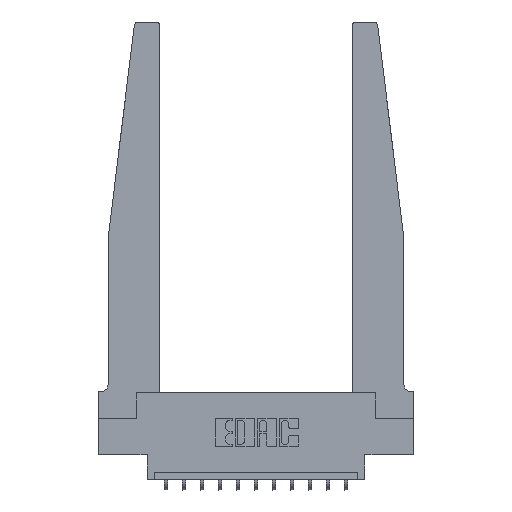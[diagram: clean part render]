
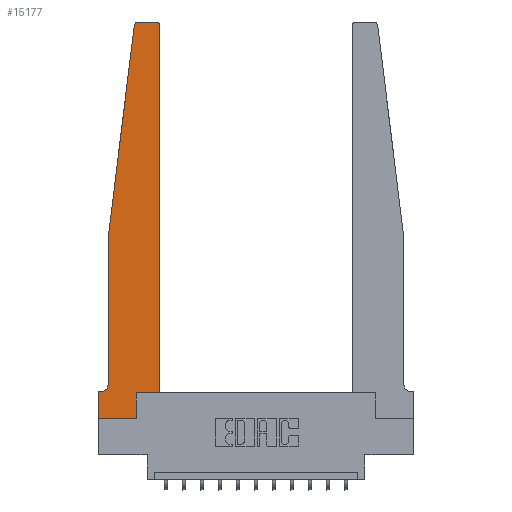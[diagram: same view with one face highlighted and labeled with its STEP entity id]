
A CAD part, top view. The second image highlights one B-rep face of the part: STEP entity #15177.
In plain terms, the highlighted planar face has unit normal (0, 0, 1).
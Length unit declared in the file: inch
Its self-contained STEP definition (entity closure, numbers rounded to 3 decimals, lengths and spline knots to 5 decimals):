
#132 = DIRECTION ( 'NONE',  ( 1., 0., 0. ) ) ;
#133 = EDGE_CURVE ( 'NONE', #14205, #12107, #8885, .T. ) ;
#354 = EDGE_CURVE ( 'NONE', #13203, #7529, #3293, .T. ) ;
#358 = LINE ( 'NONE', #15987, #742 ) ;
#490 = VECTOR ( 'NONE', #10799, 39.37008 ) ;
#742 = VECTOR ( 'NONE', #7399, 39.37008 ) ;
#850 = FACE_OUTER_BOUND ( 'NONE', #1258, .T. ) ;
#861 = AXIS2_PLACEMENT_3D ( 'NONE', #10165, #2819, #11429 ) ;
#948 = CARTESIAN_POINT ( 'NONE',  ( 0.065, 1.25, 0.37 ) ) ;
#955 = EDGE_CURVE ( 'NONE', #14966, #5990, #5407, .T. ) ;
#989 = DIRECTION ( 'NONE',  ( 0., 1., 0. ) ) ;
#1258 = EDGE_LOOP ( 'NONE', ( #3702, #14413, #4174, #3381, #6769, #10166, #9620, #4696, #5083, #13885, #12525, #3205 ) ) ;
#1464 = CARTESIAN_POINT ( 'NONE',  ( 0.27653, 2.72, 0.37 ) ) ;
#1684 = VECTOR ( 'NONE', #14947, 39.37008 ) ;
#2110 = CARTESIAN_POINT ( 'NONE',  ( 0.015, 0.2375, 0.37 ) ) ;
#2487 = EDGE_CURVE ( 'NONE', #10170, #14966, #13623, .T. ) ;
#2700 = DIRECTION ( 'NONE',  ( 1., 0., 0. ) ) ;
#2819 = DIRECTION ( 'NONE',  ( 0., 0., 1. ) ) ;
#2860 = DIRECTION ( 'NONE',  ( 1., 0., 0. ) ) ;
#2936 = EDGE_CURVE ( 'NONE', #15281, #4105, #3794, .T. ) ;
#3028 = CARTESIAN_POINT ( 'NONE',  ( 0.395, 2.75, 0.37 ) ) ;
#3137 = CARTESIAN_POINT ( 'NONE',  ( 0., 0., 0.37 ) ) ;
#3205 = ORIENTED_EDGE ( 'NONE', *, *, #15236, .T. ) ;
#3293 = LINE ( 'NONE', #9465, #6965 ) ;
#3357 = DIRECTION ( 'NONE',  ( -1., 0., 0. ) ) ;
#3381 = ORIENTED_EDGE ( 'NONE', *, *, #2936, .T. ) ;
#3702 = ORIENTED_EDGE ( 'NONE', *, *, #13105, .T. ) ;
#3794 = LINE ( 'NONE', #948, #490 ) ;
#3850 = AXIS2_PLACEMENT_3D ( 'NONE', #2110, #10704, #3357 ) ;
#4105 = VERTEX_POINT ( 'NONE', #6070 ) ;
#4174 = ORIENTED_EDGE ( 'NONE', *, *, #12335, .T. ) ;
#4195 = VECTOR ( 'NONE', #8683, 39.37008 ) ;
#4696 = ORIENTED_EDGE ( 'NONE', *, *, #133, .T. ) ;
#4716 = EDGE_CURVE ( 'NONE', #5922, #6916, #13547, .T. ) ;
#5083 = ORIENTED_EDGE ( 'NONE', *, *, #8526, .T. ) ;
#5388 = CARTESIAN_POINT ( 'NONE',  ( 0.24675, 2.72367, 0.37 ) ) ;
#5407 = LINE ( 'NONE', #12372, #9052 ) ;
#5596 = LINE ( 'NONE', #7694, #14988 ) ;
#5705 = CARTESIAN_POINT ( 'NONE',  ( 0.425, 0.18, 0.37 ) ) ;
#5922 = VERTEX_POINT ( 'NONE', #7462 ) ;
#5990 = VERTEX_POINT ( 'NONE', #7622 ) ;
#6070 = CARTESIAN_POINT ( 'NONE',  ( 0.065, 0.2375, 0.37 ) ) ;
#6170 = CARTESIAN_POINT ( 'NONE',  ( 0.425, 0.18, 0.37 ) ) ;
#6243 = CIRCLE ( 'NONE', #3850, 0.05 ) ;
#6769 = ORIENTED_EDGE ( 'NONE', *, *, #10367, .T. ) ;
#6840 = EDGE_CURVE ( 'NONE', #7529, #14205, #9004, .T. ) ;
#6916 = VERTEX_POINT ( 'NONE', #5388 ) ;
#6965 = VECTOR ( 'NONE', #9779, 39.37008 ) ;
#7156 = CARTESIAN_POINT ( 'NONE',  ( 0.2605, 0.18, 0.37 ) ) ;
#7399 = DIRECTION ( 'NONE',  ( -0.122, -0.992, 0. ) ) ;
#7462 = CARTESIAN_POINT ( 'NONE',  ( 0.27653, 2.75, 0.37 ) ) ;
#7509 = CARTESIAN_POINT ( 'NONE',  ( 0., 0., 0.37 ) ) ;
#7529 = VERTEX_POINT ( 'NONE', #12671 ) ;
#7558 = DIRECTION ( 'NONE',  ( 0., 0., 1. ) ) ;
#7622 = CARTESIAN_POINT ( 'NONE',  ( 0.425, 2.72, 0.37 ) ) ;
#7694 = CARTESIAN_POINT ( 'NONE',  ( 0.25, 2.75, 0.37 ) ) ;
#7887 = DIRECTION ( 'NONE',  ( 0., 1., 0. ) ) ;
#8526 = EDGE_CURVE ( 'NONE', #12107, #10170, #15896, .T. ) ;
#8683 = DIRECTION ( 'NONE',  ( 1., 0., 0. ) ) ;
#8885 = LINE ( 'NONE', #7509, #15030 ) ;
#9004 = LINE ( 'NONE', #13713, #1684 ) ;
#9052 = VECTOR ( 'NONE', #7887, 39.37008 ) ;
#9080 = CARTESIAN_POINT ( 'NONE',  ( 0.015, 0.1875, 0.37 ) ) ;
#9465 = CARTESIAN_POINT ( 'NONE',  ( 0.065, 0.1875, 0.37 ) ) ;
#9620 = ORIENTED_EDGE ( 'NONE', *, *, #6840, .T. ) ;
#9779 = DIRECTION ( 'NONE',  ( -1., 0., 0. ) ) ;
#10053 = DIRECTION ( 'NONE',  ( 0., 0., 1. ) ) ;
#10165 = CARTESIAN_POINT ( 'NONE',  ( 0.395, 2.72, 0.37 ) ) ;
#10166 = ORIENTED_EDGE ( 'NONE', *, *, #354, .T. ) ;
#10170 = VERTEX_POINT ( 'NONE', #15303 ) ;
#10367 = EDGE_CURVE ( 'NONE', #4105, #13203, #6243, .T. ) ;
#10596 = CARTESIAN_POINT ( 'NONE',  ( 0.2605, 0., 0.37 ) ) ;
#10704 = DIRECTION ( 'NONE',  ( 0., 0., -1. ) ) ;
#10799 = DIRECTION ( 'NONE',  ( 0., -1., 0. ) ) ;
#10812 = VERTEX_POINT ( 'NONE', #3028 ) ;
#11212 = PLANE ( 'NONE',  #15218 ) ;
#11429 = DIRECTION ( 'NONE',  ( 1., 0., 0. ) ) ;
#11535 = CARTESIAN_POINT ( 'NONE',  ( 0.065, 1.25, 0.37 ) ) ;
#12107 = VERTEX_POINT ( 'NONE', #10596 ) ;
#12335 = EDGE_CURVE ( 'NONE', #6916, #15281, #358, .T. ) ;
#12372 = CARTESIAN_POINT ( 'NONE',  ( 0.425, 0.18, 0.37 ) ) ;
#12427 = AXIS2_PLACEMENT_3D ( 'NONE', #1464, #10053, #2700 ) ;
#12442 = CARTESIAN_POINT ( 'NONE',  ( 0., 0.1875, 0.37 ) ) ;
#12525 = ORIENTED_EDGE ( 'NONE', *, *, #955, .T. ) ;
#12635 = VECTOR ( 'NONE', #989, 39.37008 ) ;
#12671 = CARTESIAN_POINT ( 'NONE',  ( 0., 0.1875, 0.37 ) ) ;
#13105 = EDGE_CURVE ( 'NONE', #10812, #5922, #5596, .T. ) ;
#13203 = VERTEX_POINT ( 'NONE', #9080 ) ;
#13547 = CIRCLE ( 'NONE', #12427, 0.03 ) ;
#13587 = CIRCLE ( 'NONE', #861, 0.03 ) ;
#13623 = LINE ( 'NONE', #6170, #4195 ) ;
#13713 = CARTESIAN_POINT ( 'NONE',  ( 0., 0., 0.37 ) ) ;
#13885 = ORIENTED_EDGE ( 'NONE', *, *, #2487, .T. ) ;
#14205 = VERTEX_POINT ( 'NONE', #3137 ) ;
#14413 = ORIENTED_EDGE ( 'NONE', *, *, #4716, .T. ) ;
#14947 = DIRECTION ( 'NONE',  ( 0., -1., 0. ) ) ;
#14966 = VERTEX_POINT ( 'NONE', #5705 ) ;
#14988 = VECTOR ( 'NONE', #15049, 39.37008 ) ;
#15030 = VECTOR ( 'NONE', #2860, 39.37008 ) ;
#15049 = DIRECTION ( 'NONE',  ( -1., 0., 0. ) ) ;
#15177 = ADVANCED_FACE ( 'NONE', ( #850 ), #11212, .T. ) ;
#15218 = AXIS2_PLACEMENT_3D ( 'NONE', #12442, #7558, #132 ) ;
#15236 = EDGE_CURVE ( 'NONE', #5990, #10812, #13587, .T. ) ;
#15281 = VERTEX_POINT ( 'NONE', #11535 ) ;
#15303 = CARTESIAN_POINT ( 'NONE',  ( 0.2605, 0.18, 0.37 ) ) ;
#15896 = LINE ( 'NONE', #7156, #12635 ) ;
#15987 = CARTESIAN_POINT ( 'NONE',  ( 0.065, 1.25, 0.37 ) ) ;
